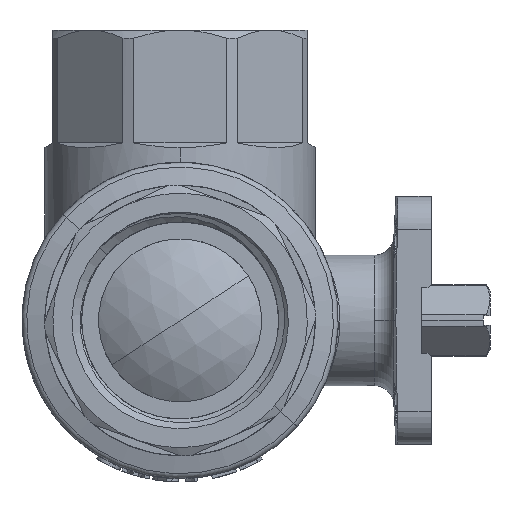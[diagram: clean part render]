
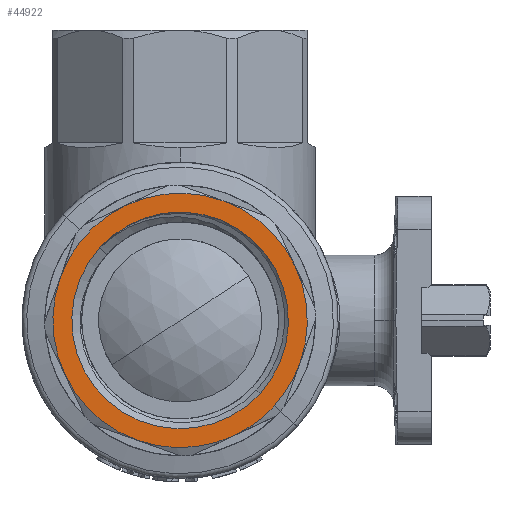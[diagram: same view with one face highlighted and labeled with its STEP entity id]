
A CAD part, front view. The second image highlights one B-rep face of the part: STEP entity #44922.
In plain terms, the highlighted planar face has unit normal (0, -1, 0).
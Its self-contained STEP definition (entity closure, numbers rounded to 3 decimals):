
#100 = DIRECTION ( 'NONE',  ( 0., 1., 0. ) ) ;
#319 = CARTESIAN_POINT ( 'NONE',  ( 0., -44.5, 0. ) ) ;
#477 = DIRECTION ( 'NONE',  ( 0., 1., 0. ) ) ;
#599 = CARTESIAN_POINT ( 'NONE',  ( 0., -44.5, 0. ) ) ;
#1028 = ORIENTED_EDGE ( 'NONE', *, *, #41241, .F. ) ;
#1491 = CIRCLE ( 'NONE', #26074, 19.5 ) ;
#1735 = AXIS2_PLACEMENT_3D ( 'NONE', #18578, #45886, #9613 ) ;
#1791 = CARTESIAN_POINT ( 'NONE',  ( 14.442, -44.5, -13.102 ) ) ;
#1988 = CARTESIAN_POINT ( 'NONE',  ( -18.357, -44.5, 6.578 ) ) ;
#2088 = CARTESIAN_POINT ( 'NONE',  ( -17.632, -44.5, -8.329 ) ) ;
#2354 = EDGE_CURVE ( 'NONE', #4839, #15758, #7058, .T. ) ;
#3034 = DIRECTION ( 'NONE',  ( 0., 1., 0. ) ) ;
#4513 = VERTEX_POINT ( 'NONE', #55876 ) ;
#4819 = CARTESIAN_POINT ( 'NONE',  ( 0., -44.5, 0. ) ) ;
#4839 = VERTEX_POINT ( 'NONE', #27334 ) ;
#5023 = DIRECTION ( 'NONE',  ( 0.741, 0., -0.672 ) ) ;
#5132 = EDGE_CURVE ( 'NONE', #14325, #54579, #32650, .T. ) ;
#5670 = VERTEX_POINT ( 'NONE', #20507 ) ;
#6918 = CARTESIAN_POINT ( 'NONE',  ( 12.295, -44.5, -11.154 ) ) ;
#7058 = CIRCLE ( 'NONE', #20188, 19.5 ) ;
#8364 = DIRECTION ( 'NONE',  ( -0.741, 0., 0.672 ) ) ;
#9468 = DIRECTION ( 'NONE',  ( 0., 1., 0. ) ) ;
#9613 = DIRECTION ( 'NONE',  ( 0.741, 0., -0.672 ) ) ;
#9688 = CIRCLE ( 'NONE', #49378, 16.6 ) ;
#9791 = AXIS2_PLACEMENT_3D ( 'NONE', #599, #9468, #40709 ) ;
#11131 = ORIENTED_EDGE ( 'NONE', *, *, #33556, .F. ) ;
#11780 = VERTEX_POINT ( 'NONE', #6918 ) ;
#12103 = CARTESIAN_POINT ( 'NONE',  ( 18.357, -44.5, -6.578 ) ) ;
#12351 = EDGE_CURVE ( 'NONE', #4513, #5670, #36935, .T. ) ;
#12906 = DIRECTION ( 'NONE',  ( 0.741, 0., -0.672 ) ) ;
#13443 = DIRECTION ( 'NONE',  ( 0.741, 0., -0.672 ) ) ;
#14285 = ORIENTED_EDGE ( 'NONE', *, *, #55275, .F. ) ;
#14325 = VERTEX_POINT ( 'NONE', #12103 ) ;
#15416 = VERTEX_POINT ( 'NONE', #23414 ) ;
#15758 = VERTEX_POINT ( 'NONE', #2088 ) ;
#16434 = DIRECTION ( 'NONE',  ( -0.741, 0., 0.672 ) ) ;
#16586 = AXIS2_PLACEMENT_3D ( 'NONE', #35245, #26438, #48160 ) ;
#16612 = DIRECTION ( 'NONE',  ( 0., 1., 0. ) ) ;
#18059 = ORIENTED_EDGE ( 'NONE', *, *, #29084, .F. ) ;
#18578 = CARTESIAN_POINT ( 'NONE',  ( 0., -44.5, 0. ) ) ;
#20188 = AXIS2_PLACEMENT_3D ( 'NONE', #41368, #477, #5023 ) ;
#20507 = CARTESIAN_POINT ( 'NONE',  ( 6.578, -44.5, 18.357 ) ) ;
#20735 = AXIS2_PLACEMENT_3D ( 'NONE', #319, #45460, #13443 ) ;
#20953 = CIRCLE ( 'NONE', #9791, 19.5 ) ;
#21003 = ORIENTED_EDGE ( 'NONE', *, *, #12351, .F. ) ;
#21282 = DIRECTION ( 'NONE',  ( 0., 1., 0. ) ) ;
#21871 = VERTEX_POINT ( 'NONE', #44575 ) ;
#23414 = CARTESIAN_POINT ( 'NONE',  ( -12.295, -44.5, 11.154 ) ) ;
#23583 = ORIENTED_EDGE ( 'NONE', *, *, #43968, .F. ) ;
#24046 = AXIS2_PLACEMENT_3D ( 'NONE', #39097, #16612, #30278 ) ;
#24364 = AXIS2_PLACEMENT_3D ( 'NONE', #39671, #21282, #12906 ) ;
#24787 = CIRCLE ( 'NONE', #52800, 16.6 ) ;
#26074 = AXIS2_PLACEMENT_3D ( 'NONE', #38445, #3034, #34311 ) ;
#26438 = DIRECTION ( 'NONE',  ( 0., 1., 0. ) ) ;
#27280 = EDGE_CURVE ( 'NONE', #31819, #4513, #52885, .T. ) ;
#27334 = CARTESIAN_POINT ( 'NONE',  ( -6.578, -44.5, -18.357 ) ) ;
#29084 = EDGE_CURVE ( 'NONE', #5670, #37248, #49358, .T. ) ;
#29699 = DIRECTION ( 'NONE',  ( 0., -1., 0. ) ) ;
#30278 = DIRECTION ( 'NONE',  ( 0.741, 0., -0.672 ) ) ;
#31819 = VERTEX_POINT ( 'NONE', #1988 ) ;
#32650 = CIRCLE ( 'NONE', #24046, 19.5 ) ;
#33556 = EDGE_CURVE ( 'NONE', #15416, #11780, #24787, .T. ) ;
#34121 = ORIENTED_EDGE ( 'NONE', *, *, #45865, .F. ) ;
#34311 = DIRECTION ( 'NONE',  ( 0.741, 0., -0.672 ) ) ;
#34906 = CARTESIAN_POINT ( 'NONE',  ( 0., -44.5, 0. ) ) ;
#35094 = DIRECTION ( 'NONE',  ( 0., -1., 0. ) ) ;
#35245 = CARTESIAN_POINT ( 'NONE',  ( 0., -44.5, 0. ) ) ;
#36068 = DIRECTION ( 'NONE',  ( 0.741, 0., -0.672 ) ) ;
#36451 = ORIENTED_EDGE ( 'NONE', *, *, #2354, .F. ) ;
#36935 = CIRCLE ( 'NONE', #20735, 19.5 ) ;
#37248 = VERTEX_POINT ( 'NONE', #49360 ) ;
#37553 = CARTESIAN_POINT ( 'NONE',  ( 0., -44.5, 0. ) ) ;
#38445 = CARTESIAN_POINT ( 'NONE',  ( 0., -44.5, 0. ) ) ;
#39097 = CARTESIAN_POINT ( 'NONE',  ( 0., -44.5, 0. ) ) ;
#39671 = CARTESIAN_POINT ( 'NONE',  ( 0., -44.5, 0. ) ) ;
#40709 = DIRECTION ( 'NONE',  ( 0.741, 0., -0.672 ) ) ;
#40872 = ORIENTED_EDGE ( 'NONE', *, *, #48426, .F. ) ;
#41241 = EDGE_CURVE ( 'NONE', #54579, #21871, #1491, .T. ) ;
#41368 = CARTESIAN_POINT ( 'NONE',  ( 0., -44.5, 0. ) ) ;
#41870 = CIRCLE ( 'NONE', #16586, 19.5 ) ;
#42413 = DIRECTION ( 'NONE',  ( 0., 1., 0. ) ) ;
#42497 = FACE_BOUND ( 'NONE', #56027, .T. ) ;
#43968 = EDGE_CURVE ( 'NONE', #11780, #15416, #9688, .T. ) ;
#44097 = AXIS2_PLACEMENT_3D ( 'NONE', #37553, #42413, #46726 ) ;
#44575 = CARTESIAN_POINT ( 'NONE',  ( 8.329, -44.5, -17.632 ) ) ;
#44922 = ADVANCED_FACE ( 'NONE', ( #42497, #48127 ), #45433, .F. ) ;
#45433 = PLANE ( 'NONE',  #52044 ) ;
#45460 = DIRECTION ( 'NONE',  ( 0., 1., 0. ) ) ;
#45865 = EDGE_CURVE ( 'NONE', #15758, #31819, #46592, .T. ) ;
#45886 = DIRECTION ( 'NONE',  ( 0., 1., 0. ) ) ;
#46083 = ORIENTED_EDGE ( 'NONE', *, *, #5132, .F. ) ;
#46592 = CIRCLE ( 'NONE', #24364, 19.5 ) ;
#46726 = DIRECTION ( 'NONE',  ( 0.741, 0., -0.672 ) ) ;
#48127 = FACE_OUTER_BOUND ( 'NONE', #48128, .T. ) ;
#48128 = EDGE_LOOP ( 'NONE', ( #14285, #1028, #46083, #40872, #18059, #21003, #54082, #34121, #36451 ) ) ;
#48160 = DIRECTION ( 'NONE',  ( 0.741, 0., -0.672 ) ) ;
#48426 = EDGE_CURVE ( 'NONE', #37248, #14325, #41870, .T. ) ;
#49358 = CIRCLE ( 'NONE', #44097, 19.5 ) ;
#49360 = CARTESIAN_POINT ( 'NONE',  ( 17.632, -44.5, 8.329 ) ) ;
#49378 = AXIS2_PLACEMENT_3D ( 'NONE', #51815, #29699, #16434 ) ;
#51815 = CARTESIAN_POINT ( 'NONE',  ( 0., -44.5, 0. ) ) ;
#52044 = AXIS2_PLACEMENT_3D ( 'NONE', #4819, #100, #36068 ) ;
#52800 = AXIS2_PLACEMENT_3D ( 'NONE', #34906, #35094, #8364 ) ;
#52885 = CIRCLE ( 'NONE', #1735, 19.5 ) ;
#54082 = ORIENTED_EDGE ( 'NONE', *, *, #27280, .F. ) ;
#54579 = VERTEX_POINT ( 'NONE', #1791 ) ;
#55275 = EDGE_CURVE ( 'NONE', #21871, #4839, #20953, .T. ) ;
#55876 = CARTESIAN_POINT ( 'NONE',  ( -8.329, -44.5, 17.632 ) ) ;
#56027 = EDGE_LOOP ( 'NONE', ( #11131, #23583 ) ) ;
